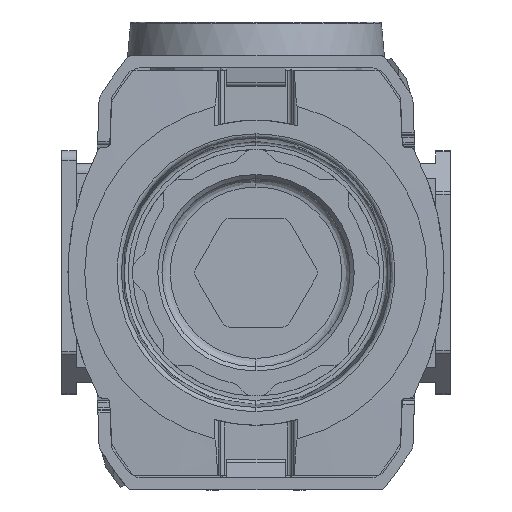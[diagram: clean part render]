
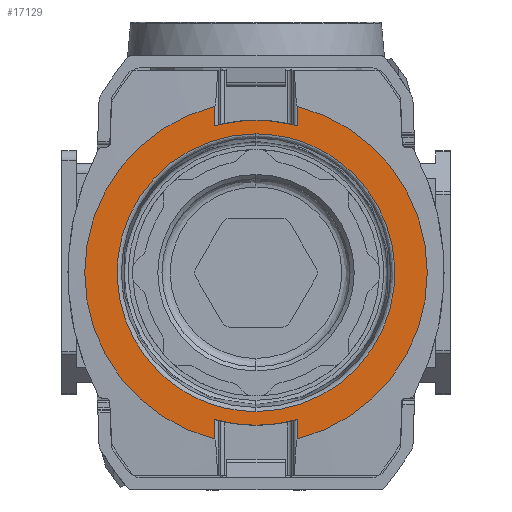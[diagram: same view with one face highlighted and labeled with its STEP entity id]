
A CAD part, front view. The second image highlights one B-rep face of the part: STEP entity #17129.
In plain terms, the highlighted planar face has unit normal (0, -1, 0).
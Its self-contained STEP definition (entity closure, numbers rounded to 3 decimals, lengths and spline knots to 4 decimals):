
#37 = LINE ( 'NONE', #28332, #54477 ) ;
#1197 = EDGE_CURVE ( 'NONE', #14007, #10557, #46873, .T. ) ;
#1222 = CARTESIAN_POINT ( 'NONE',  ( -0.1952, 0., 0.7831 ) ) ;
#2029 = VERTEX_POINT ( 'NONE', #65972 ) ;
#2347 = CARTESIAN_POINT ( 'NONE',  ( 0.1952, 0., 0.6915 ) ) ;
#2875 = VERTEX_POINT ( 'NONE', #65261 ) ;
#4960 = ORIENTED_EDGE ( 'NONE', *, *, #27573, .F. ) ;
#6749 = ORIENTED_EDGE ( 'NONE', *, *, #61019, .F. ) ;
#8381 = DIRECTION ( 'NONE',  ( 0., 1., 0. ) ) ;
#8706 = ORIENTED_EDGE ( 'NONE', *, *, #1197, .F. ) ;
#9243 = CARTESIAN_POINT ( 'NONE',  ( 0., 0., 0.7185 ) ) ;
#9264 = CARTESIAN_POINT ( 'NONE',  ( 1.3083, 0., -0.6541 ) ) ;
#9761 = DIRECTION ( 'NONE',  ( 0., 0., 1. ) ) ;
#10557 = VERTEX_POINT ( 'NONE', #1222 ) ;
#10884 = EDGE_LOOP ( 'NONE', ( #51338, #4960, #73098, #17981, #59593, #8706, #6749, #41549, #17856 ) ) ;
#11149 = ORIENTED_EDGE ( 'NONE', *, *, #18114, .F. ) ;
#11286 = LINE ( 'NONE', #33554, #38060 ) ;
#12813 = AXIS2_PLACEMENT_3D ( 'NONE', #56564, #39526, #74301 ) ;
#14007 = VERTEX_POINT ( 'NONE', #48255 ) ;
#16469 = LINE ( 'NONE', #55755, #51430 ) ;
#17129 = ADVANCED_FACE ( 'NONE', ( #20331, #61100 ), #26343, .F. ) ;
#17812 = EDGE_CURVE ( 'NONE', #58596, #2029, #65875, .T. ) ;
#17856 = ORIENTED_EDGE ( 'NONE', *, *, #56916, .F. ) ;
#17981 = ORIENTED_EDGE ( 'NONE', *, *, #46224, .F. ) ;
#18114 = EDGE_CURVE ( 'NONE', #2029, #58596, #26826, .T. ) ;
#18240 = VERTEX_POINT ( 'NONE', #43524 ) ;
#18281 = CARTESIAN_POINT ( 'NONE',  ( 0., 0., -0.6541 ) ) ;
#18779 = VECTOR ( 'NONE', #25790, 39.3701 ) ;
#20331 = FACE_BOUND ( 'NONE', #73060, .T. ) ;
#21208 = CARTESIAN_POINT ( 'NONE',  ( 0., 0., 0. ) ) ;
#21442 = CARTESIAN_POINT ( 'NONE',  ( -0.7182, 0., 0.5709 ) ) ;
#21865 = DIRECTION ( 'NONE',  ( -1., 0., 0. ) ) ;
#22190 = VERTEX_POINT ( 'NONE', #2347 ) ;
#22801 = DIRECTION ( 'NONE',  ( 0., 1., 0. ) ) ;
#23318 = DIRECTION ( 'NONE',  ( 0., 0., 1. ) ) ;
#23781 = CARTESIAN_POINT ( 'NONE',  ( 0.1952, 0., -0.6915 ) ) ;
#25117 = CARTESIAN_POINT ( 'NONE',  ( 1.3083, 0., 0.6541 ) ) ;
#25790 = DIRECTION ( 'NONE',  ( 0., 0., -1. ) ) ;
#26017 = DIRECTION ( 'NONE',  ( 0., 1., 0. ) ) ;
#26343 = PLANE ( 'NONE',  #72408 ) ;
#26826 =( BOUNDED_CURVE ( )  B_SPLINE_CURVE ( 3, ( #69237, #46192, #70003, #58281 ),
 .UNSPECIFIED., .F., .F. ) 
 B_SPLINE_CURVE_WITH_KNOTS ( ( 4, 4 ),
 ( 0.5, 1. ),
 .UNSPECIFIED. ) 
 CURVE ( )  GEOMETRIC_REPRESENTATION_ITEM ( )  RATIONAL_B_SPLINE_CURVE ( ( 1., 0.333, 0.333, 1. ) ) 
 REPRESENTATION_ITEM ( '' )  );
#27573 = EDGE_CURVE ( 'NONE', #22190, #18240, #11286, .T. ) ;
#27717 = DIRECTION ( 'NONE',  ( 0., 0., 1. ) ) ;
#28332 = CARTESIAN_POINT ( 'NONE',  ( 0.1952, 0., 0.5709 ) ) ;
#29851 = VERTEX_POINT ( 'NONE', #23781 ) ;
#32396 = DIRECTION ( 'NONE',  ( 0., 1., 0. ) ) ;
#32860 = AXIS2_PLACEMENT_3D ( 'NONE', #72117, #26017, #21865 ) ;
#33010 = CARTESIAN_POINT ( 'NONE',  ( 0., 0., 0. ) ) ;
#33554 = CARTESIAN_POINT ( 'NONE',  ( 0.1952, 0., 0.5709 ) ) ;
#34820 = CIRCLE ( 'NONE', #46886, 0.7185 ) ;
#37433 = DIRECTION ( 'NONE',  ( 0., 0., 1. ) ) ;
#38060 = VECTOR ( 'NONE', #23318, 39.3701 ) ;
#38612 = LINE ( 'NONE', #61674, #18779 ) ;
#39526 = DIRECTION ( 'NONE',  ( 0., 1., 0. ) ) ;
#40810 = AXIS2_PLACEMENT_3D ( 'NONE', #21208, #67285, #73328 ) ;
#41549 = ORIENTED_EDGE ( 'NONE', *, *, #73764, .F. ) ;
#43524 = CARTESIAN_POINT ( 'NONE',  ( 0.1952, 0., 0.7831 ) ) ;
#44124 = EDGE_CURVE ( 'NONE', #10557, #47071, #16469, .T. ) ;
#44274 = AXIS2_PLACEMENT_3D ( 'NONE', #50905, #8381, #37433 ) ;
#46192 = CARTESIAN_POINT ( 'NONE',  ( -1.3083, 0., 0.6541 ) ) ;
#46224 = EDGE_CURVE ( 'NONE', #47071, #53133, #34820, .T. ) ;
#46570 = CIRCLE ( 'NONE', #12813, 0.7185 ) ;
#46873 = CIRCLE ( 'NONE', #40810, 0.8071 ) ;
#46886 = AXIS2_PLACEMENT_3D ( 'NONE', #33010, #22801, #27717 ) ;
#47071 = VERTEX_POINT ( 'NONE', #55886 ) ;
#47153 = CARTESIAN_POINT ( 'NONE',  ( -0.1952, 0., -0.6915 ) ) ;
#48255 = CARTESIAN_POINT ( 'NONE',  ( -0.1952, 0., -0.7831 ) ) ;
#48287 = VERTEX_POINT ( 'NONE', #47153 ) ;
#50905 = CARTESIAN_POINT ( 'NONE',  ( 0., 0., 0. ) ) ;
#51338 = ORIENTED_EDGE ( 'NONE', *, *, #52408, .F. ) ;
#51398 = DIRECTION ( 'NONE',  ( 0., 0., 1. ) ) ;
#51430 = VECTOR ( 'NONE', #73865, 39.3701 ) ;
#52408 = EDGE_CURVE ( 'NONE', #18240, #2875, #54610, .T. ) ;
#53133 = VERTEX_POINT ( 'NONE', #9243 ) ;
#54477 = VECTOR ( 'NONE', #51398, 39.3701 ) ;
#54610 = CIRCLE ( 'NONE', #32860, 0.8071 ) ;
#55755 = CARTESIAN_POINT ( 'NONE',  ( -0.1952, 0., 0.5709 ) ) ;
#55886 = CARTESIAN_POINT ( 'NONE',  ( -0.1952, 0., 0.6915 ) ) ;
#56564 = CARTESIAN_POINT ( 'NONE',  ( 0., 0., 0. ) ) ;
#56916 = EDGE_CURVE ( 'NONE', #2875, #29851, #37, .T. ) ;
#58281 = CARTESIAN_POINT ( 'NONE',  ( 0., 0., -0.6541 ) ) ;
#58596 = VERTEX_POINT ( 'NONE', #18281 ) ;
#59593 = ORIENTED_EDGE ( 'NONE', *, *, #44124, .F. ) ;
#59969 = CIRCLE ( 'NONE', #44274, 0.7185 ) ;
#60982 = CARTESIAN_POINT ( 'NONE',  ( 0., 0., -0.6541 ) ) ;
#61019 = EDGE_CURVE ( 'NONE', #48287, #14007, #38612, .T. ) ;
#61100 = FACE_OUTER_BOUND ( 'NONE', #10884, .T. ) ;
#61674 = CARTESIAN_POINT ( 'NONE',  ( -0.1952, 0., 0.5709 ) ) ;
#65261 = CARTESIAN_POINT ( 'NONE',  ( 0.1952, 0., -0.7831 ) ) ;
#65875 =( BOUNDED_CURVE ( )  B_SPLINE_CURVE ( 3, ( #60982, #9264, #25117, #71944 ),
 .UNSPECIFIED., .F., .F. ) 
 B_SPLINE_CURVE_WITH_KNOTS ( ( 4, 4 ),
 ( 0., 0.5 ),
 .UNSPECIFIED. ) 
 CURVE ( )  GEOMETRIC_REPRESENTATION_ITEM ( )  RATIONAL_B_SPLINE_CURVE ( ( 1., 0.333, 0.333, 1. ) ) 
 REPRESENTATION_ITEM ( '' )  );
#65972 = CARTESIAN_POINT ( 'NONE',  ( 0., 0., 0.6541 ) ) ;
#67285 = DIRECTION ( 'NONE',  ( 0., 1., 0. ) ) ;
#69237 = CARTESIAN_POINT ( 'NONE',  ( 0., 0., 0.6541 ) ) ;
#70003 = CARTESIAN_POINT ( 'NONE',  ( -1.3083, 0., -0.6541 ) ) ;
#71446 = ORIENTED_EDGE ( 'NONE', *, *, #17812, .F. ) ;
#71944 = CARTESIAN_POINT ( 'NONE',  ( 0., 0., 0.6541 ) ) ;
#72117 = CARTESIAN_POINT ( 'NONE',  ( 0., 0., 0. ) ) ;
#72408 = AXIS2_PLACEMENT_3D ( 'NONE', #21442, #32396, #9761 ) ;
#72677 = EDGE_CURVE ( 'NONE', #53133, #22190, #46570, .T. ) ;
#73060 = EDGE_LOOP ( 'NONE', ( #71446, #11149 ) ) ;
#73098 = ORIENTED_EDGE ( 'NONE', *, *, #72677, .F. ) ;
#73328 = DIRECTION ( 'NONE',  ( 0., 0., 1. ) ) ;
#73764 = EDGE_CURVE ( 'NONE', #29851, #48287, #59969, .T. ) ;
#73865 = DIRECTION ( 'NONE',  ( 0., 0., -1. ) ) ;
#74301 = DIRECTION ( 'NONE',  ( 0., 0., 1. ) ) ;
